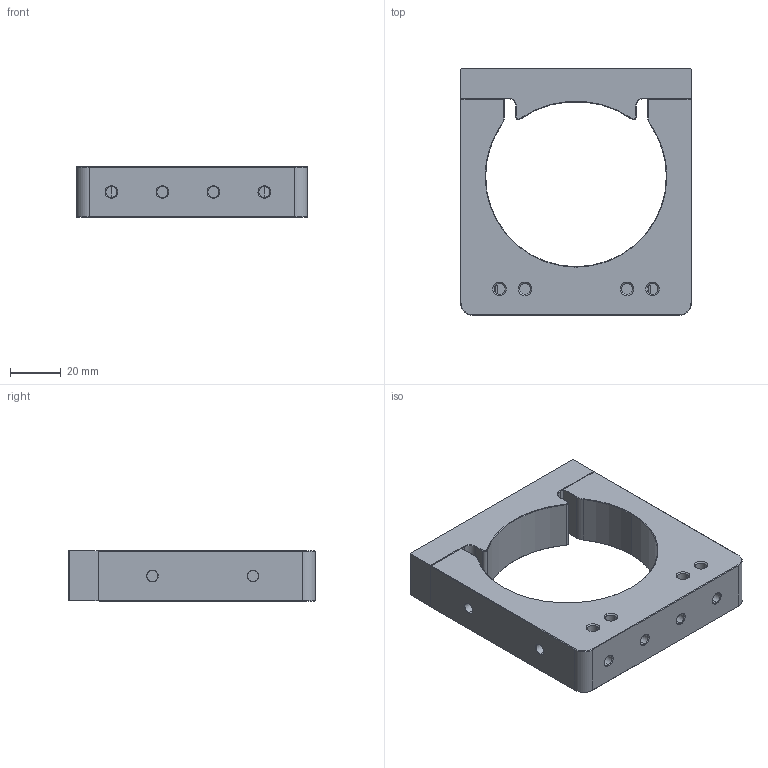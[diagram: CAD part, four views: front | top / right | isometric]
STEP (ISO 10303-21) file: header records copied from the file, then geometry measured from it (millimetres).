
FILE_DESCRIPTION (( 'STEP AP214' ), '1' );
FILE_NAME ('A171 Êðîíøòåéí øïèíäåëÿ 90õ97.STEP', '2019-06-25T10:44:56', ( 'Ïîëüçîâàòåëü Windows' ), ( '' ), 'SwSTEP 2.0', 'SolidWorks 2018', '' );
FILE_SCHEMA (( 'AUTOMOTIVE_DESIGN' ));
Length unit declared in the file: millimetre
Products named in the file (3): A171 Êðîíøòåéí øïèíäåëÿ 90õ97; A171 ч緡餩00; A171 昢膼瘔膻嬅00
Assembly tree (2 placements, depth 2):
  A171 Êðîíøòåéí øïèíäåëÿ 90õ97
    A171 昢膼瘔膻嬅00
    A171 ч緡餩00
Bounding box: 90.75 x 96.85 x 19.9 mm (x, y, z)
Volume: 96563.5 mm3; surface area: 26034.3 mm2
Topology: 2 solids, 2 shells, 173 faces, 390 edges, 234 vertices
Faces by surface type: plane 63, cone 58, cylinder 52
Entity records: 5294 total; most frequent: DIRECTION 902, CARTESIAN_POINT 892, ORIENTED_EDGE 780, EDGE_CURVE 390, AXIS2_PLACEMENT_3D 340, VERTEX_POINT 234, LINE 222, VECTOR 222
